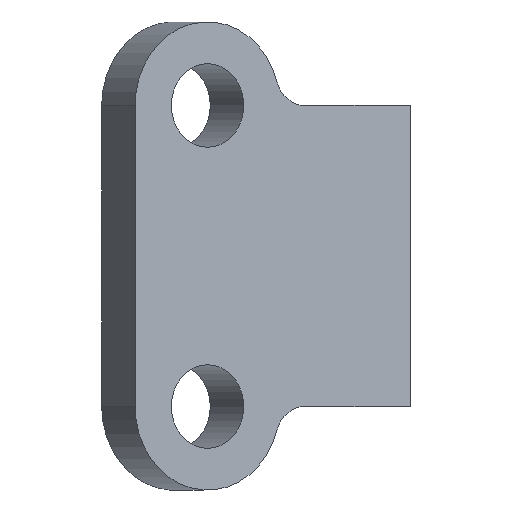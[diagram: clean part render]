
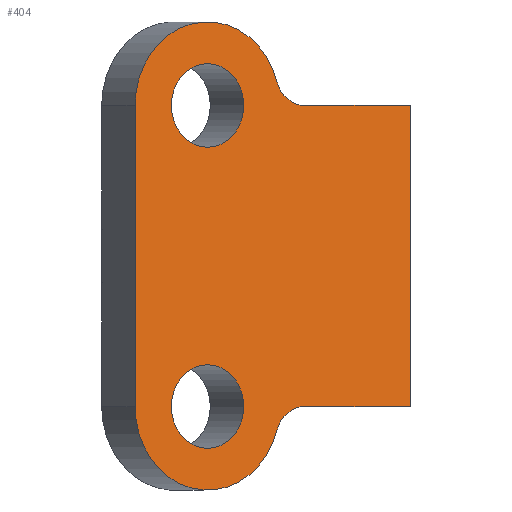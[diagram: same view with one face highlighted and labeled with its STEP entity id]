
A CAD part, left-side view. The second image highlights one B-rep face of the part: STEP entity #404.
In plain terms, the highlighted planar face has unit normal (-0.866, -0.5, 0).
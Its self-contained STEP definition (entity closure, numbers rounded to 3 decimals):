
#31=FACE_BOUND('',#77,.T.);
#32=FACE_BOUND('',#78,.T.);
#51=FACE_OUTER_BOUND('',#76,.T.);
#76=EDGE_LOOP('',(#354,#355,#356,#357,#358,#359,#360,#361));
#77=EDGE_LOOP('',(#362));
#78=EDGE_LOOP('',(#363));
#97=LINE('',#647,#134);
#113=LINE('',#688,#150);
#115=LINE('',#693,#152);
#116=LINE('',#695,#153);
#134=VECTOR('',#529,10.);
#150=VECTOR('',#571,10.);
#152=VECTOR('',#577,10.);
#153=VECTOR('',#580,10.);
#158=CIRCLE('',#435,12.5);
#159=CIRCLE('',#437,25.);
#160=CIRCLE('',#439,10.);
#164=CIRCLE('',#445,12.5);
#165=CIRCLE('',#447,25.);
#166=CIRCLE('',#449,10.);
#180=VERTEX_POINT('',#603);
#181=VERTEX_POINT('',#607);
#182=VERTEX_POINT('',#609);
#183=VERTEX_POINT('',#613);
#191=VERTEX_POINT('',#632);
#192=VERTEX_POINT('',#636);
#193=VERTEX_POINT('',#638);
#194=VERTEX_POINT('',#642);
#195=VERTEX_POINT('',#646);
#207=VERTEX_POINT('',#687);
#216=EDGE_CURVE('',#180,#180,#158,.T.);
#219=EDGE_CURVE('',#181,#182,#159,.T.);
#222=EDGE_CURVE('',#183,#181,#160,.T.);
#230=EDGE_CURVE('',#191,#191,#164,.T.);
#233=EDGE_CURVE('',#193,#192,#165,.T.);
#235=EDGE_CURVE('',#194,#193,#166,.T.);
#237=EDGE_CURVE('',#194,#195,#97,.T.);
#258=EDGE_CURVE('',#207,#195,#113,.T.);
#261=EDGE_CURVE('',#192,#182,#115,.T.);
#262=EDGE_CURVE('',#207,#183,#116,.T.);
#354=ORIENTED_EDGE('',*,*,#262,.F.);
#355=ORIENTED_EDGE('',*,*,#258,.T.);
#356=ORIENTED_EDGE('',*,*,#237,.F.);
#357=ORIENTED_EDGE('',*,*,#235,.T.);
#358=ORIENTED_EDGE('',*,*,#233,.T.);
#359=ORIENTED_EDGE('',*,*,#261,.T.);
#360=ORIENTED_EDGE('',*,*,#219,.F.);
#361=ORIENTED_EDGE('',*,*,#222,.F.);
#362=ORIENTED_EDGE('',*,*,#216,.T.);
#363=ORIENTED_EDGE('',*,*,#230,.T.);
#384=PLANE('',#466);
#404=ADVANCED_FACE('',(#51,#31,#32),#384,.T.);
#435=AXIS2_PLACEMENT_3D('',#604,#485,#486);
#437=AXIS2_PLACEMENT_3D('',#610,#491,#492);
#439=AXIS2_PLACEMENT_3D('',#615,#497,#498);
#445=AXIS2_PLACEMENT_3D('',#633,#513,#514);
#447=AXIS2_PLACEMENT_3D('',#639,#519,#520);
#449=AXIS2_PLACEMENT_3D('',#643,#524,#525);
#466=AXIS2_PLACEMENT_3D('',#694,#578,#579);
#485=DIRECTION('center_axis',(0.866,0.5,0.));
#486=DIRECTION('ref_axis',(0.,0.,-1.));
#491=DIRECTION('center_axis',(0.866,0.5,0.));
#492=DIRECTION('ref_axis',(-0.5,0.866,0.));
#497=DIRECTION('center_axis',(-0.866,-0.5,0.));
#498=DIRECTION('ref_axis',(0.,0.,-1.));
#513=DIRECTION('center_axis',(0.866,0.5,0.));
#514=DIRECTION('ref_axis',(0.,0.,-1.));
#519=DIRECTION('center_axis',(-0.866,-0.5,0.));
#520=DIRECTION('ref_axis',(-0.5,0.866,0.));
#524=DIRECTION('center_axis',(0.866,0.5,0.));
#525=DIRECTION('ref_axis',(0.,0.,1.));
#529=DIRECTION('',(0.5,-0.866,0.));
#571=DIRECTION('',(0.,0.,1.));
#577=DIRECTION('',(0.,0.,-1.));
#578=DIRECTION('center_axis',(-0.866,-0.5,0.));
#579=DIRECTION('ref_axis',(0.5,-0.866,0.));
#580=DIRECTION('',(-0.5,0.866,0.));
#603=CARTESIAN_POINT('',(-35.,60.622,-32.5));
#604=CARTESIAN_POINT('Origin',(-35.,60.622,-45.));
#607=CARTESIAN_POINT('',(-23.021,39.874,-52.143));
#609=CARTESIAN_POINT('',(-47.5,82.272,-45.));
#610=CARTESIAN_POINT('Origin',(-35.,60.622,-45.));
#613=CARTESIAN_POINT('',(-18.229,31.574,-45.));
#615=CARTESIAN_POINT('Origin',(-18.229,31.574,-55.));
#632=CARTESIAN_POINT('',(-35.,60.622,32.5));
#633=CARTESIAN_POINT('Origin',(-35.,60.622,45.));
#636=CARTESIAN_POINT('',(-47.5,82.272,45.));
#638=CARTESIAN_POINT('',(-23.021,39.874,52.143));
#639=CARTESIAN_POINT('Origin',(-35.,60.622,45.));
#642=CARTESIAN_POINT('',(-18.229,31.574,45.));
#643=CARTESIAN_POINT('Origin',(-18.229,31.574,55.));
#646=CARTESIAN_POINT('',(0.,0.,45.));
#647=CARTESIAN_POINT('',(-47.5,82.272,45.));
#687=CARTESIAN_POINT('',(0.,0.,-45.));
#688=CARTESIAN_POINT('',(0.,0.,0.));
#693=CARTESIAN_POINT('',(-47.5,82.272,0.));
#694=CARTESIAN_POINT('Origin',(-47.5,82.272,0.));
#695=CARTESIAN_POINT('',(-47.5,82.272,-45.));
